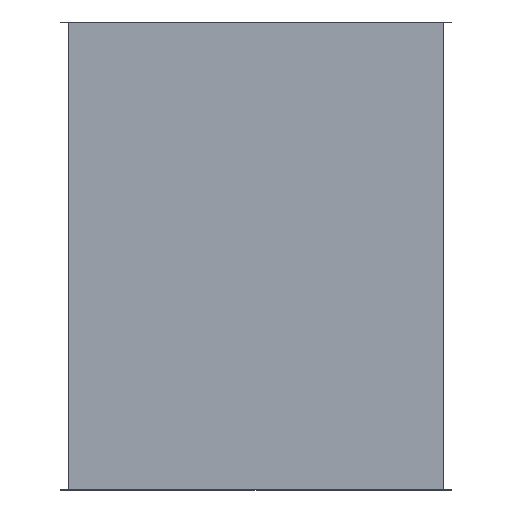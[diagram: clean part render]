
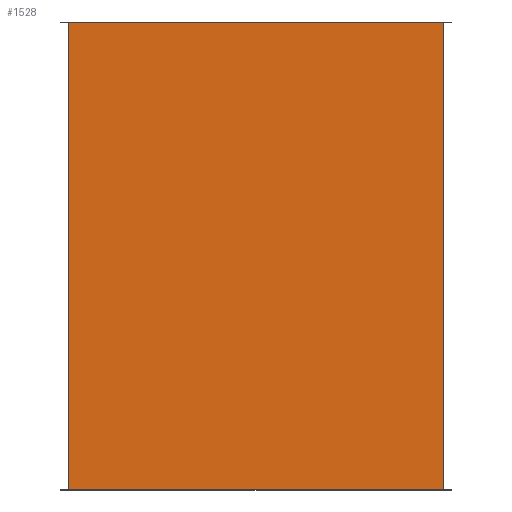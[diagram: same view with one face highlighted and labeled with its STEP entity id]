
A CAD part, front view. The second image highlights one B-rep face of the part: STEP entity #1528.
In plain terms, the highlighted planar face has unit normal (0, -1, 0).
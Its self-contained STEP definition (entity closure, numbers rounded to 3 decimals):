
#147 = PLANE ( 'NONE',  #1613 ) ;
#148 = CARTESIAN_POINT ( 'NONE',  ( 500., -176., 625. ) ) ;
#153 = DIRECTION ( 'NONE',  ( 0., 1., 0. ) ) ;
#154 = DIRECTION ( 'NONE',  ( -1., 0., 0. ) ) ;
#207 = CARTESIAN_POINT ( 'NONE',  ( -501., -176., -624. ) ) ;
#210 = CARTESIAN_POINT ( 'NONE',  ( 501., -176., -624. ) ) ;
#218 = CARTESIAN_POINT ( 'NONE',  ( 501., -176., 624. ) ) ;
#253 = CARTESIAN_POINT ( 'NONE',  ( -501., -176., 624. ) ) ;
#355 = CARTESIAN_POINT ( 'NONE',  ( 501., -176., 625. ) ) ;
#364 = DIRECTION ( 'NONE',  ( 0., 0., -1. ) ) ;
#373 = CARTESIAN_POINT ( 'NONE',  ( -501., -176., 625. ) ) ;
#375 = DIRECTION ( 'NONE',  ( 0., 0., -1. ) ) ;
#377 = CARTESIAN_POINT ( 'NONE',  ( 500., -176., -624. ) ) ;
#378 = DIRECTION ( 'NONE',  ( -1., 0., 0. ) ) ;
#379 = CARTESIAN_POINT ( 'NONE',  ( 500., -176., 624. ) ) ;
#380 = DIRECTION ( 'NONE',  ( 1., 0., 0. ) ) ;
#716 = EDGE_CURVE ( 'NONE', #1639, #1629, #1018, .T. ) ;
#721 = EDGE_CURVE ( 'NONE', #1734, #1633, #1030, .T. ) ;
#723 = EDGE_CURVE ( 'NONE', #1629, #1633, #1034, .T. ) ;
#724 = EDGE_CURVE ( 'NONE', #1734, #1639, #1036, .T. ) ;
#1018 = LINE ( 'NONE', #355, #1023 ) ;
#1023 = VECTOR ( 'NONE', #364, 1000. ) ;
#1030 = LINE ( 'NONE', #373, #1033 ) ;
#1033 = VECTOR ( 'NONE', #375, 1000. ) ;
#1034 = LINE ( 'NONE', #377, #1037 ) ;
#1036 = LINE ( 'NONE', #379, #1039 ) ;
#1037 = VECTOR ( 'NONE', #378, 1000. ) ;
#1039 = VECTOR ( 'NONE', #380, 1000. ) ;
#1440 = FACE_OUTER_BOUND ( 'NONE', #1806, .T. ) ;
#1528 = ADVANCED_FACE ( 'NONE', ( #1440 ), #147, .F. ) ;
#1613 = AXIS2_PLACEMENT_3D ( 'NONE', #148, #153, #154 ) ;
#1629 = VERTEX_POINT ( 'NONE', #210 ) ;
#1633 = VERTEX_POINT ( 'NONE', #207 ) ;
#1639 = VERTEX_POINT ( 'NONE', #218 ) ;
#1671 = ORIENTED_EDGE ( 'NONE', *, *, #716, .F. ) ;
#1678 = ORIENTED_EDGE ( 'NONE', *, *, #724, .F. ) ;
#1679 = ORIENTED_EDGE ( 'NONE', *, *, #721, .T. ) ;
#1734 = VERTEX_POINT ( 'NONE', #253 ) ;
#1806 = EDGE_LOOP ( 'NONE', ( #1825, #1671, #1678, #1679 ) ) ;
#1825 = ORIENTED_EDGE ( 'NONE', *, *, #723, .F. ) ;
